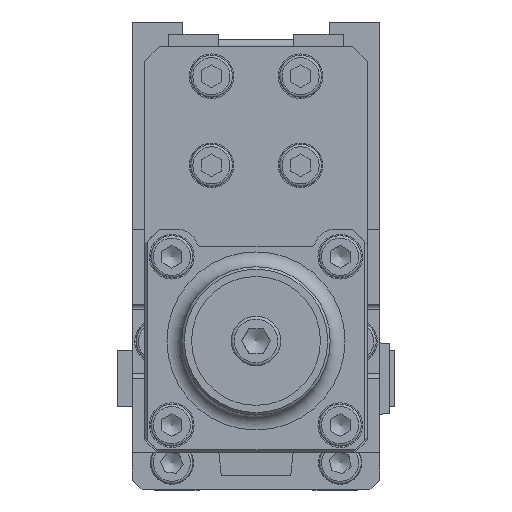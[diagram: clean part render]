
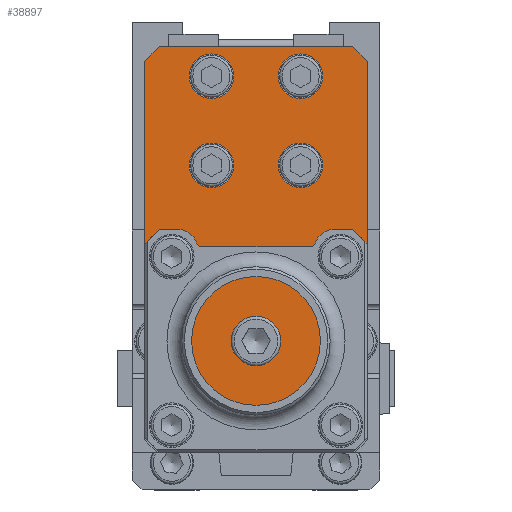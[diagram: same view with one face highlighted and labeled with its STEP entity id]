
A CAD part, front view. The second image highlights one B-rep face of the part: STEP entity #38897.
In plain terms, the highlighted face is planar.
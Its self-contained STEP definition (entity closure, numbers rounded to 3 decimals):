
#2124=FACE_BOUND('',#7883,.T.);
#2125=FACE_BOUND('',#7884,.T.);
#2126=FACE_BOUND('',#7885,.T.);
#2127=FACE_BOUND('',#7886,.T.);
#2128=FACE_BOUND('',#7887,.T.);
#2129=FACE_BOUND('',#7888,.T.);
#2130=FACE_BOUND('',#7889,.T.);
#2131=FACE_BOUND('',#7890,.T.);
#2132=FACE_BOUND('',#7891,.T.);
#3428=PLANE('',#42716);
#5446=FACE_OUTER_BOUND('',#7882,.T.);
#7882=EDGE_LOOP('',(#33847,#33848,#33849,#33850,#33851,#33852,#33853,#33854));
#7883=EDGE_LOOP('',(#33855));
#7884=EDGE_LOOP('',(#33856));
#7885=EDGE_LOOP('',(#33857));
#7886=EDGE_LOOP('',(#33858));
#7887=EDGE_LOOP('',(#33859));
#7888=EDGE_LOOP('',(#33860));
#7889=EDGE_LOOP('',(#33861));
#7890=EDGE_LOOP('',(#33862));
#7891=EDGE_LOOP('',(#33863));
#11373=LINE('',#65480,#15100);
#11377=LINE('',#65488,#15104);
#11384=LINE('',#65502,#15111);
#11385=LINE('',#65504,#15112);
#11386=LINE('',#65506,#15113);
#11387=LINE('',#65508,#15114);
#11388=LINE('',#65510,#15115);
#11389=LINE('',#65511,#15116);
#15100=VECTOR('',#50938,10.);
#15104=VECTOR('',#50944,10.);
#15111=VECTOR('',#50953,10.);
#15112=VECTOR('',#50954,10.);
#15113=VECTOR('',#50955,10.);
#15114=VECTOR('',#50956,10.);
#15115=VECTOR('',#50957,10.);
#15116=VECTOR('',#50958,10.);
#16566=CIRCLE('',#42717,2.85);
#16567=CIRCLE('',#42718,2.85);
#16568=CIRCLE('',#42719,4.2);
#16569=CIRCLE('',#42720,2.65);
#16570=CIRCLE('',#42721,2.85);
#16571=CIRCLE('',#42722,2.85);
#16572=CIRCLE('',#42723,2.65);
#16573=CIRCLE('',#42724,2.65);
#16574=CIRCLE('',#42725,2.65);
#19496=VERTEX_POINT('',#65478);
#19497=VERTEX_POINT('',#65479);
#19500=VERTEX_POINT('',#65487);
#19506=VERTEX_POINT('',#65501);
#19507=VERTEX_POINT('',#65503);
#19508=VERTEX_POINT('',#65505);
#19509=VERTEX_POINT('',#65507);
#19510=VERTEX_POINT('',#65509);
#19511=VERTEX_POINT('',#65512);
#19512=VERTEX_POINT('',#65514);
#19513=VERTEX_POINT('',#65516);
#19514=VERTEX_POINT('',#65518);
#19515=VERTEX_POINT('',#65520);
#19516=VERTEX_POINT('',#65522);
#19517=VERTEX_POINT('',#65524);
#19518=VERTEX_POINT('',#65526);
#19519=VERTEX_POINT('',#65528);
#24457=EDGE_CURVE('',#19496,#19497,#11373,.T.);
#24461=EDGE_CURVE('',#19500,#19497,#11377,.T.);
#24468=EDGE_CURVE('',#19496,#19506,#11384,.T.);
#24469=EDGE_CURVE('',#19507,#19506,#11385,.T.);
#24470=EDGE_CURVE('',#19507,#19508,#11386,.T.);
#24471=EDGE_CURVE('',#19509,#19508,#11387,.T.);
#24472=EDGE_CURVE('',#19509,#19510,#11388,.T.);
#24473=EDGE_CURVE('',#19500,#19510,#11389,.T.);
#24474=EDGE_CURVE('',#19511,#19511,#16566,.T.);
#24475=EDGE_CURVE('',#19512,#19512,#16567,.T.);
#24476=EDGE_CURVE('',#19513,#19513,#16568,.T.);
#24477=EDGE_CURVE('',#19514,#19514,#16569,.T.);
#24478=EDGE_CURVE('',#19515,#19515,#16570,.T.);
#24479=EDGE_CURVE('',#19516,#19516,#16571,.T.);
#24480=EDGE_CURVE('',#19517,#19517,#16572,.T.);
#24481=EDGE_CURVE('',#19518,#19518,#16573,.T.);
#24482=EDGE_CURVE('',#19519,#19519,#16574,.T.);
#33847=ORIENTED_EDGE('',*,*,#24457,.F.);
#33848=ORIENTED_EDGE('',*,*,#24468,.T.);
#33849=ORIENTED_EDGE('',*,*,#24469,.F.);
#33850=ORIENTED_EDGE('',*,*,#24470,.T.);
#33851=ORIENTED_EDGE('',*,*,#24471,.F.);
#33852=ORIENTED_EDGE('',*,*,#24472,.T.);
#33853=ORIENTED_EDGE('',*,*,#24473,.F.);
#33854=ORIENTED_EDGE('',*,*,#24461,.T.);
#33855=ORIENTED_EDGE('',*,*,#24474,.T.);
#33856=ORIENTED_EDGE('',*,*,#24475,.T.);
#33857=ORIENTED_EDGE('',*,*,#24476,.T.);
#33858=ORIENTED_EDGE('',*,*,#24477,.T.);
#33859=ORIENTED_EDGE('',*,*,#24478,.T.);
#33860=ORIENTED_EDGE('',*,*,#24479,.T.);
#33861=ORIENTED_EDGE('',*,*,#24480,.T.);
#33862=ORIENTED_EDGE('',*,*,#24481,.T.);
#33863=ORIENTED_EDGE('',*,*,#24482,.T.);
#38897=ADVANCED_FACE('',(#5446,#2124,#2125,#2126,#2127,#2128,#2129,#2130,
#2131,#2132),#3428,.F.);
#42716=AXIS2_PLACEMENT_3D('',#65500,#50951,#50952);
#42717=AXIS2_PLACEMENT_3D('',#65513,#50959,#50960);
#42718=AXIS2_PLACEMENT_3D('',#65515,#50961,#50962);
#42719=AXIS2_PLACEMENT_3D('',#65517,#50963,#50964);
#42720=AXIS2_PLACEMENT_3D('',#65519,#50965,#50966);
#42721=AXIS2_PLACEMENT_3D('',#65521,#50967,#50968);
#42722=AXIS2_PLACEMENT_3D('',#65523,#50969,#50970);
#42723=AXIS2_PLACEMENT_3D('',#65525,#50971,#50972);
#42724=AXIS2_PLACEMENT_3D('',#65527,#50973,#50974);
#42725=AXIS2_PLACEMENT_3D('',#65529,#50975,#50976);
#50938=DIRECTION('',(0.707,-0.707,0.));
#50944=DIRECTION('',(-1.,0.,0.));
#50951=DIRECTION('center_axis',(0.,0.,1.));
#50952=DIRECTION('ref_axis',(1.,0.,0.));
#50953=DIRECTION('',(0.,1.,0.));
#50954=DIRECTION('',(-0.707,-0.707,0.));
#50955=DIRECTION('',(1.,0.,0.));
#50956=DIRECTION('',(-0.707,0.707,0.));
#50957=DIRECTION('',(0.,-1.,0.));
#50958=DIRECTION('',(0.707,0.707,0.));
#50959=DIRECTION('center_axis',(0.,0.,1.));
#50960=DIRECTION('ref_axis',(-1.,0.,0.));
#50961=DIRECTION('center_axis',(0.,0.,1.));
#50962=DIRECTION('ref_axis',(-1.,0.,0.));
#50963=DIRECTION('center_axis',(0.,0.,1.));
#50964=DIRECTION('ref_axis',(-1.,0.,0.));
#50965=DIRECTION('center_axis',(0.,0.,1.));
#50966=DIRECTION('ref_axis',(-1.,0.,0.));
#50967=DIRECTION('center_axis',(0.,0.,1.));
#50968=DIRECTION('ref_axis',(-1.,0.,0.));
#50969=DIRECTION('center_axis',(0.,0.,1.));
#50970=DIRECTION('ref_axis',(-1.,0.,0.));
#50971=DIRECTION('center_axis',(0.,0.,1.));
#50972=DIRECTION('ref_axis',(-1.,0.,0.));
#50973=DIRECTION('center_axis',(0.,0.,1.));
#50974=DIRECTION('ref_axis',(-1.,0.,0.));
#50975=DIRECTION('center_axis',(0.,0.,1.));
#50976=DIRECTION('ref_axis',(-1.,0.,0.));
#65478=CARTESIAN_POINT('',(-22.5,-37.975,-4.));
#65479=CARTESIAN_POINT('',(-19.5,-40.975,-4.));
#65480=CARTESIAN_POINT('',(-25.619,-34.856,-4.));
#65487=CARTESIAN_POINT('',(19.5,-40.975,-4.));
#65488=CARTESIAN_POINT('',(-22.5,-40.975,-4.));
#65500=CARTESIAN_POINT('Origin',(0.,0.,-4.));
#65501=CARTESIAN_POINT('',(-22.5,37.975,-4.));
#65502=CARTESIAN_POINT('',(-22.5,40.975,-4.));
#65503=CARTESIAN_POINT('',(-19.5,40.975,-4.));
#65504=CARTESIAN_POINT('',(-25.619,34.856,-4.));
#65505=CARTESIAN_POINT('',(19.5,40.975,-4.));
#65506=CARTESIAN_POINT('',(22.5,40.975,-4.));
#65507=CARTESIAN_POINT('',(22.5,37.975,-4.));
#65508=CARTESIAN_POINT('',(25.619,34.856,-4.));
#65509=CARTESIAN_POINT('',(22.5,-37.975,-4.));
#65510=CARTESIAN_POINT('',(22.5,-40.975,-4.));
#65511=CARTESIAN_POINT('',(25.619,-34.856,-4.));
#65512=CARTESIAN_POINT('',(11.85,-16.975,-4.));
#65513=CARTESIAN_POINT('Origin',(9.,-16.975,-4.));
#65514=CARTESIAN_POINT('',(11.85,-34.975,-4.));
#65515=CARTESIAN_POINT('Origin',(9.,-34.975,-4.));
#65516=CARTESIAN_POINT('',(4.2,18.475,-4.));
#65517=CARTESIAN_POINT('Origin',(0.,18.475,-4.));
#65518=CARTESIAN_POINT('',(19.65,1.475,-4.));
#65519=CARTESIAN_POINT('Origin',(17.,1.475,-4.));
#65520=CARTESIAN_POINT('',(-6.15,-16.975,-4.));
#65521=CARTESIAN_POINT('Origin',(-9.,-16.975,-4.));
#65522=CARTESIAN_POINT('',(-6.15,-34.975,-4.));
#65523=CARTESIAN_POINT('Origin',(-9.,-34.975,-4.));
#65524=CARTESIAN_POINT('',(19.65,35.475,-4.));
#65525=CARTESIAN_POINT('Origin',(17.,35.475,-4.));
#65526=CARTESIAN_POINT('',(-14.35,35.475,-4.));
#65527=CARTESIAN_POINT('Origin',(-17.,35.475,-4.));
#65528=CARTESIAN_POINT('',(-14.35,1.475,-4.));
#65529=CARTESIAN_POINT('Origin',(-17.,1.475,-4.));
